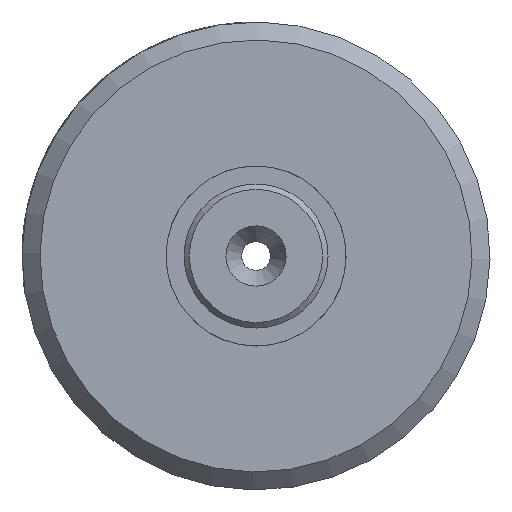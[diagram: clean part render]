
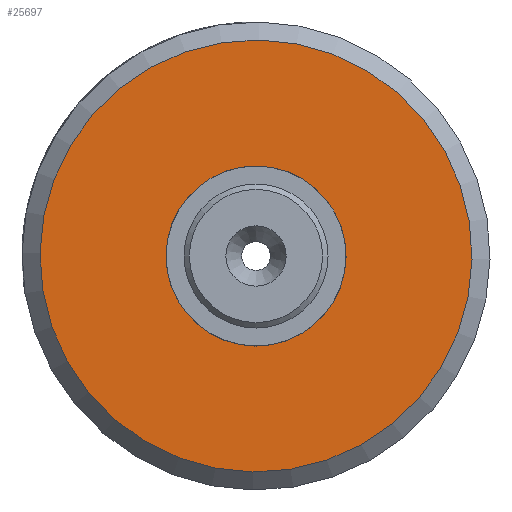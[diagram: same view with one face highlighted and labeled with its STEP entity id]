
A CAD part, left-side view. The second image highlights one B-rep face of the part: STEP entity #25697.
In plain terms, the highlighted planar face has unit normal (-1, 0, 0).
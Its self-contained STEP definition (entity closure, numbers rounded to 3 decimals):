
#3461 = ORIENTED_EDGE ( 'NONE', *, *, #3795, .F. ) ;
#3698 = DIRECTION ( 'NONE',  ( 1., 0., 0. ) ) ;
#3795 = EDGE_CURVE ( 'NONE', #8409, #8409, #18145, .T. ) ;
#5091 = FACE_BOUND ( 'NONE', #26988, .T. ) ;
#6648 = VERTEX_POINT ( 'NONE', #15566 ) ;
#8409 = VERTEX_POINT ( 'NONE', #17289 ) ;
#8842 = CIRCLE ( 'NONE', #21404, 5. ) ;
#9781 = CARTESIAN_POINT ( 'NONE',  ( 15., 3.783, 3.27 ) ) ;
#10444 = CARTESIAN_POINT ( 'NONE',  ( 15., 0., 0. ) ) ;
#10680 = ORIENTED_EDGE ( 'NONE', *, *, #19542, .T. ) ;
#12614 = DIRECTION ( 'NONE',  ( 0., 0.654, -0.757 ) ) ;
#13996 = PLANE ( 'NONE',  #15098 ) ;
#15098 = AXIS2_PLACEMENT_3D ( 'NONE', #9781, #18641, #27499 ) ;
#15566 = CARTESIAN_POINT ( 'NONE',  ( 15., 3.27, -3.783 ) ) ;
#17289 = CARTESIAN_POINT ( 'NONE',  ( 15., 7.848, -9.078 ) ) ;
#17686 = EDGE_LOOP ( 'NONE', ( #3461 ) ) ;
#18120 = AXIS2_PLACEMENT_3D ( 'NONE', #10444, #19308, #28157 ) ;
#18145 = CIRCLE ( 'NONE', #18120, 12. ) ;
#18641 = DIRECTION ( 'NONE',  ( 1., 0., 0. ) ) ;
#19308 = DIRECTION ( 'NONE',  ( 1., 0., 0. ) ) ;
#19542 = EDGE_CURVE ( 'NONE', #6648, #6648, #8842, .T. ) ;
#21404 = AXIS2_PLACEMENT_3D ( 'NONE', #23667, #3698, #12614 ) ;
#23667 = CARTESIAN_POINT ( 'NONE',  ( 15., 0., 0. ) ) ;
#25022 = FACE_OUTER_BOUND ( 'NONE', #17686, .T. ) ;
#25697 = ADVANCED_FACE ( 'NONE', ( #25022, #5091 ), #13996, .F. ) ;
#26988 = EDGE_LOOP ( 'NONE', ( #10680 ) ) ;
#27499 = DIRECTION ( 'NONE',  ( 0., 0.654, -0.757 ) ) ;
#28157 = DIRECTION ( 'NONE',  ( 0., 0.654, -0.757 ) ) ;
